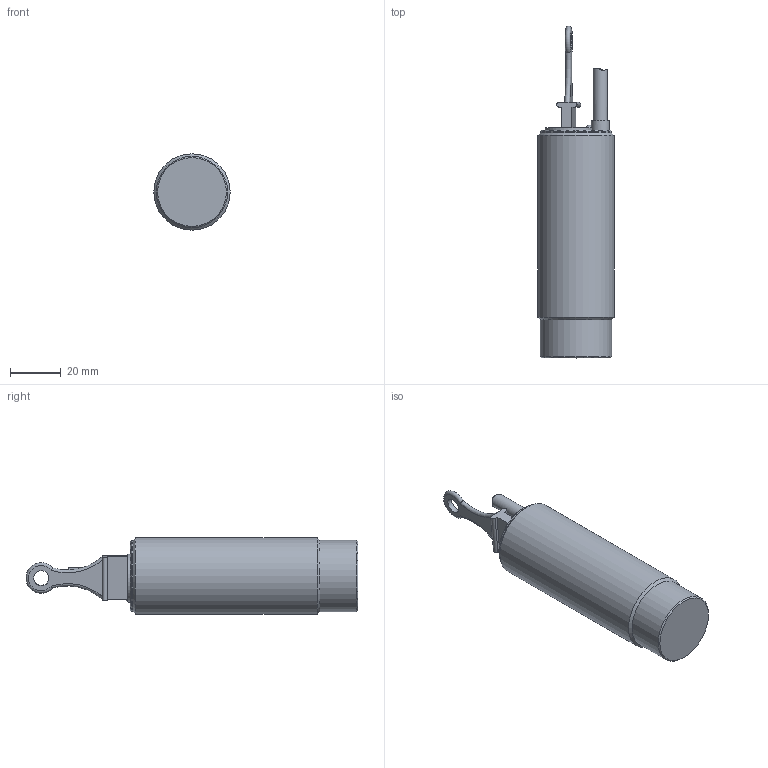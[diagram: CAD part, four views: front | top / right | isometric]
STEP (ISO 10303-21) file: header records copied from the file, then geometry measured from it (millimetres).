
FILE_DESCRIPTION(/* description */ (''),/* implementation_level */ '2;1');
FILE_NAME(/* name */ 'KA0842_Shrinkwrap_1.stp',/* time_stamp */ '2022-01-19T14:48:24+01:00',/* author */ ('Krieger Anja'),/* organization */ (''),/* preprocessor_version */ 'ST-DEVELOPER v18.1',/* originating_system */ 'Autodesk Inventor 2021',/* authorisation */ '');
FILE_SCHEMA (('AUTOMOTIVE_DESIGN { 1 0 10303 214 3 1 1 }'));
Length unit declared in the file: millimetre
Products named in the file (1): KA0842_Shrinkwrap_1
Bounding box: 30 x 130.48 x 30 mm (x, y, z)
Volume: 20856.5 mm3; surface area: 19924.1 mm2
Topology: 2 solids, 2 shells, 65 faces, 151 edges, 100 vertices
Faces by surface type: plane 34, cylinder 20, cone 6, torus 4, sphere 1
Full cylindrical faces by diameter (mm): 2.4 x1, 3 x1, 3.1 x1, 3.8 x1, 4 x1, 4.5 x1, 5 x1, 5.6 x1, 5.9 x1, 6 x1, 7 x1, 10 x1, 28 x2, 30 x1
Entity records: 2183 total; most frequent: CARTESIAN_POINT 512, DIRECTION 330, ORIENTED_EDGE 300, EDGE_CURVE 150, AXIS2_PLACEMENT_3D 128, VERTEX_POINT 100, EDGE_LOOP 80, LINE 74
